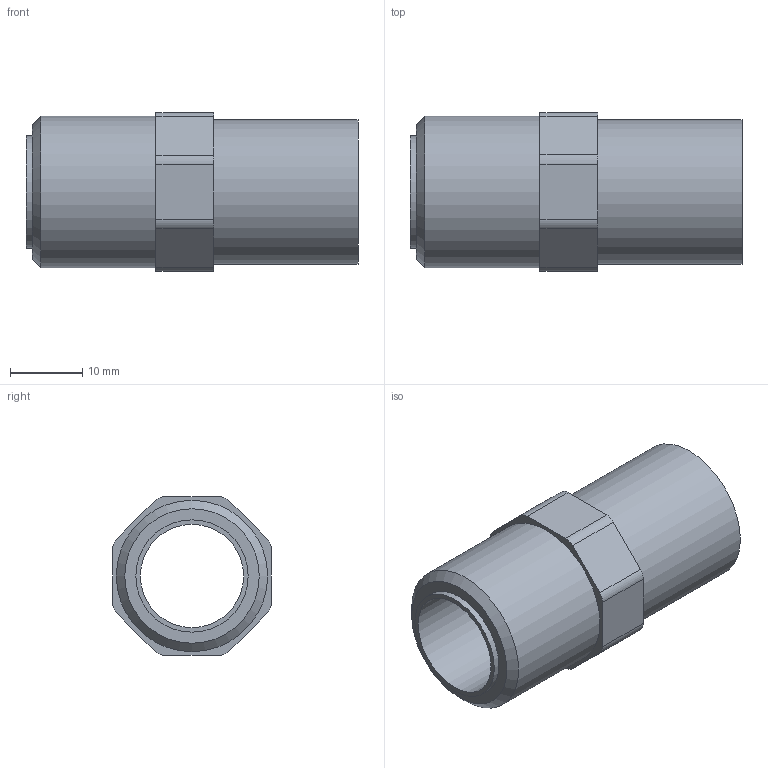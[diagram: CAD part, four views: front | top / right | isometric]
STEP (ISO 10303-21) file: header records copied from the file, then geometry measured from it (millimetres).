
FILE_DESCRIPTION( ( 'STEP AP203' ), '1' );
FILE_NAME( '40033202021(architecture400).stp', '2022-05-03T05:46:32', ( 'License CC BY-ND 4.0' ), ( 'CADENAS' ), ' ', 'PARTsolutions', ' ' );
FILE_SCHEMA( ( 'CONFIG_CONTROL_DESIGN' ) );
Length unit declared in the file: millimetre
Products named in the file (1): _40033202021(architecture400)
Bounding box: 46 x 22 x 22 mm (x, y, z)
Volume: 8126.5 mm3; surface area: 5503.9 mm2
Topology: 1 solids, 1 shells, 26 faces, 62 edges, 41 vertices
Faces by surface type: plane 13, cylinder 12, cone 1
Full cylindrical faces by diameter (mm): 14.3 x1, 15.567 x1, 20 x1, 20.96 x1
Entity records: 786 total; most frequent: DIRECTION 136, CARTESIAN_POINT 125, ORIENTED_EDGE 114, EDGE_CURVE 57, AXIS2_PLACEMENT_3D 52, VERTEX_POINT 41, EDGE_LOOP 36, LINE 32
